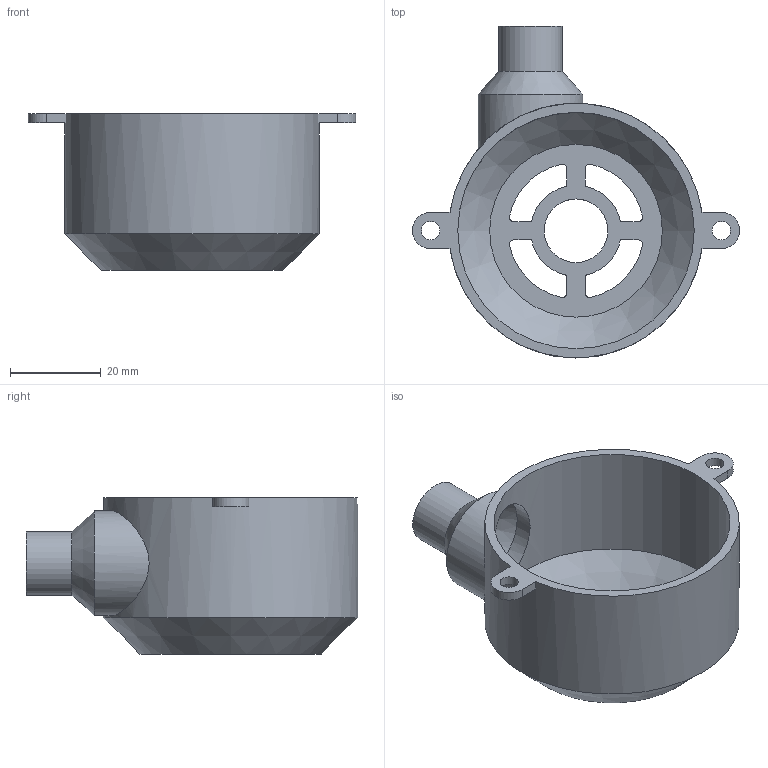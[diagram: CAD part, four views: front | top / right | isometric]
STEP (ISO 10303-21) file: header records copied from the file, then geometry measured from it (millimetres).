
FILE_DESCRIPTION(('STEP AP242'), '1');
FILE_NAME('itemPumpHousingV2', '', ('UNSPECIFIED'), ('UNSPECIFIED'), 'C3D Converter', 'C3D Toolkit', '');
FILE_SCHEMA(('AP242_MANAGED_MODEL_BASED_3D_ENGINEERING_MIM_LF { 1 0 10303 442 1 1 4 }'));
Length unit declared in the file: millimetre
Bounding box: 72 x 73 x 34.4 mm (x, y, z)
Volume: 13995.3 mm3; surface area: 16020.7 mm2
Topology: 1 solids, 1 shells, 49 faces, 130 edges, 85 vertices
Faces by surface type: cylinder 27, plane 18, cone 4
Full cylindrical faces by diameter (mm): 4 x2, 12 x1, 14 x2, 21 x1, 23 x1, 52 x1, 56 x1
Entity records: 1940 total; most frequent: CARTESIAN_POINT 651, DIRECTION 274, ORIENTED_EDGE 234, EDGE_CURVE 117, AXIS2_PLACEMENT_3D 109, VERTEX_POINT 85, EDGE_LOOP 80, CIRCLE 59
